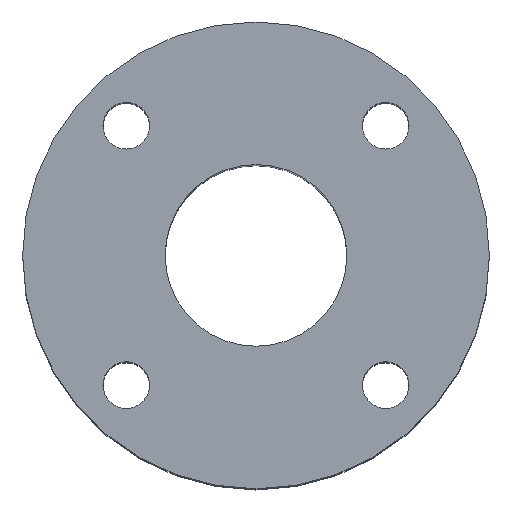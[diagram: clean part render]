
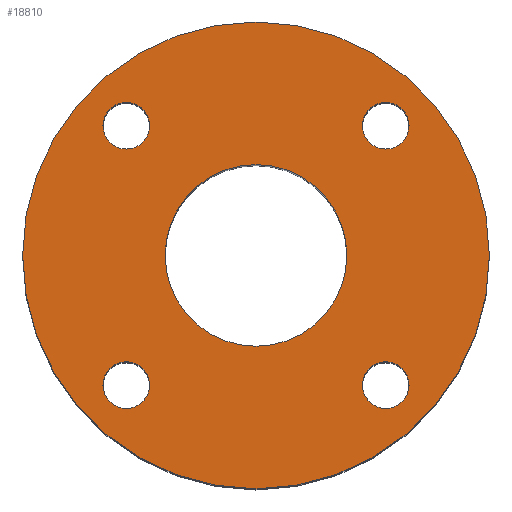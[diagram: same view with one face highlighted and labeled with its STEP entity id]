
A CAD part, top view. The second image highlights one B-rep face of the part: STEP entity #18810.
In plain terms, the highlighted planar face has unit normal (0, 0, 1).
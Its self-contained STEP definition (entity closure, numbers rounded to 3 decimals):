
#14 = DIRECTION ( 'NONE',  ( 1., 0., 0. ) ) ;
#292 = AXIS2_PLACEMENT_3D ( 'NONE', #8486, #24633, #11198 ) ;
#426 = EDGE_CURVE ( 'NONE', #26789, #28695, #28942, .T. ) ;
#445 = CARTESIAN_POINT ( 'NONE',  ( -38.891, -38.891, 0. ) ) ;
#667 = DIRECTION ( 'NONE',  ( 0., -1., 0. ) ) ;
#774 = EDGE_CURVE ( 'NONE', #7903, #27459, #11098, .T. ) ;
#1042 = CARTESIAN_POINT ( 'NONE',  ( -31.891, -38.891, 0. ) ) ;
#1417 = EDGE_LOOP ( 'NONE', ( #18967, #17551 ) ) ;
#1791 = CIRCLE ( 'NONE', #22033, 7. ) ;
#1939 = AXIS2_PLACEMENT_3D ( 'NONE', #7837, #17043, #14 ) ;
#2244 = DIRECTION ( 'NONE',  ( -1., 0., 0. ) ) ;
#2329 = DIRECTION ( 'NONE',  ( 0., 1., 0. ) ) ;
#2459 = VERTEX_POINT ( 'NONE', #8960 ) ;
#2684 = CIRCLE ( 'NONE', #26788, 7. ) ;
#2744 = CIRCLE ( 'NONE', #4169, 7. ) ;
#2951 = FACE_BOUND ( 'NONE', #3835, .T. ) ;
#3229 = CARTESIAN_POINT ( 'NONE',  ( 38.891, -38.891, 0. ) ) ;
#3835 = EDGE_LOOP ( 'NONE', ( #21120, #27308 ) ) ;
#4169 = AXIS2_PLACEMENT_3D ( 'NONE', #3229, #10178, #667 ) ;
#4559 = AXIS2_PLACEMENT_3D ( 'NONE', #22051, #10583, #29143 ) ;
#4572 = AXIS2_PLACEMENT_3D ( 'NONE', #27860, #7330, #7176 ) ;
#5074 = CARTESIAN_POINT ( 'NONE',  ( -45.891, 38.891, 0. ) ) ;
#5221 = EDGE_CURVE ( 'NONE', #28695, #26789, #9596, .T. ) ;
#6013 = CARTESIAN_POINT ( 'NONE',  ( -45.891, -38.891, 0. ) ) ;
#6394 = DIRECTION ( 'NONE',  ( 0., 0., 1. ) ) ;
#6546 = DIRECTION ( 'NONE',  ( 1., 0., 0. ) ) ;
#6854 = DIRECTION ( 'NONE',  ( 0., 0., 1. ) ) ;
#6886 = EDGE_LOOP ( 'NONE', ( #17267, #25580 ) ) ;
#7176 = DIRECTION ( 'NONE',  ( -1., 0., 0. ) ) ;
#7330 = DIRECTION ( 'NONE',  ( 0., 0., -1. ) ) ;
#7476 = FACE_BOUND ( 'NONE', #1417, .T. ) ;
#7837 = CARTESIAN_POINT ( 'NONE',  ( 0., 0., 0. ) ) ;
#7903 = VERTEX_POINT ( 'NONE', #22959 ) ;
#8053 = CIRCLE ( 'NONE', #28790, 7. ) ;
#8486 = CARTESIAN_POINT ( 'NONE',  ( 38.891, -38.891, 0. ) ) ;
#8936 = CIRCLE ( 'NONE', #9410, 7. ) ;
#8957 = VERTEX_POINT ( 'NONE', #28409 ) ;
#8960 = CARTESIAN_POINT ( 'NONE',  ( -31.891, 38.891, 0. ) ) ;
#9014 = VERTEX_POINT ( 'NONE', #26579 ) ;
#9410 = AXIS2_PLACEMENT_3D ( 'NONE', #445, #18396, #2244 ) ;
#9596 = CIRCLE ( 'NONE', #17306, 70. ) ;
#9692 = VERTEX_POINT ( 'NONE', #24664 ) ;
#10022 = EDGE_CURVE ( 'NONE', #10097, #9014, #10490, .T. ) ;
#10097 = VERTEX_POINT ( 'NONE', #16625 ) ;
#10178 = DIRECTION ( 'NONE',  ( 0., 0., 1. ) ) ;
#10488 = EDGE_CURVE ( 'NONE', #9692, #8957, #16699, .T. ) ;
#10490 = CIRCLE ( 'NONE', #292, 7. ) ;
#10583 = DIRECTION ( 'NONE',  ( 0., 0., 1. ) ) ;
#10667 = EDGE_LOOP ( 'NONE', ( #17481, #20887 ) ) ;
#10690 = CARTESIAN_POINT ( 'NONE',  ( -38.891, -38.891, 0. ) ) ;
#11098 = CIRCLE ( 'NONE', #1939, 27.25 ) ;
#11198 = DIRECTION ( 'NONE',  ( 0., -1., 0. ) ) ;
#12072 = DIRECTION ( 'NONE',  ( 0., 0., 1. ) ) ;
#12136 = EDGE_LOOP ( 'NONE', ( #15024, #14611 ) ) ;
#12168 = VERTEX_POINT ( 'NONE', #5074 ) ;
#12606 = EDGE_LOOP ( 'NONE', ( #23688, #29415 ) ) ;
#12976 = EDGE_CURVE ( 'NONE', #2459, #12168, #27340, .T. ) ;
#13679 = EDGE_CURVE ( 'NONE', #22290, #14540, #1791, .T. ) ;
#13742 = CIRCLE ( 'NONE', #4559, 27.25 ) ;
#14414 = CARTESIAN_POINT ( 'NONE',  ( 70., 0., 0. ) ) ;
#14540 = VERTEX_POINT ( 'NONE', #6013 ) ;
#14611 = ORIENTED_EDGE ( 'NONE', *, *, #22687, .F. ) ;
#15024 = ORIENTED_EDGE ( 'NONE', *, *, #12976, .F. ) ;
#15900 = AXIS2_PLACEMENT_3D ( 'NONE', #22396, #6394, #6546 ) ;
#16538 = FACE_BOUND ( 'NONE', #6886, .T. ) ;
#16592 = DIRECTION ( 'NONE',  ( 1., 0., 0. ) ) ;
#16625 = CARTESIAN_POINT ( 'NONE',  ( 31.891, -38.891, 0. ) ) ;
#16699 = CIRCLE ( 'NONE', #18619, 7. ) ;
#17043 = DIRECTION ( 'NONE',  ( 0., 0., 1. ) ) ;
#17267 = ORIENTED_EDGE ( 'NONE', *, *, #10488, .F. ) ;
#17306 = AXIS2_PLACEMENT_3D ( 'NONE', #29591, #27028, #22332 ) ;
#17316 = EDGE_CURVE ( 'NONE', #27459, #7903, #13742, .T. ) ;
#17481 = ORIENTED_EDGE ( 'NONE', *, *, #5221, .T. ) ;
#17551 = ORIENTED_EDGE ( 'NONE', *, *, #28058, .F. ) ;
#18263 = EDGE_CURVE ( 'NONE', #8957, #9692, #2684, .T. ) ;
#18396 = DIRECTION ( 'NONE',  ( 0., 0., 1. ) ) ;
#18619 = AXIS2_PLACEMENT_3D ( 'NONE', #23543, #12072, #16592 ) ;
#18644 = FACE_BOUND ( 'NONE', #12606, .T. ) ;
#18810 = ADVANCED_FACE ( 'NONE', ( #2951, #7476, #21366, #16538, #18644, #28470 ), #28017, .F. ) ;
#18967 = ORIENTED_EDGE ( 'NONE', *, *, #13679, .F. ) ;
#19891 = DIRECTION ( 'NONE',  ( -1., 0., 0. ) ) ;
#19928 = DIRECTION ( 'NONE',  ( 0., 0., 1. ) ) ;
#20887 = ORIENTED_EDGE ( 'NONE', *, *, #426, .T. ) ;
#21090 = DIRECTION ( 'NONE',  ( 0., 1., 0. ) ) ;
#21120 = ORIENTED_EDGE ( 'NONE', *, *, #22893, .F. ) ;
#21366 = FACE_BOUND ( 'NONE', #12136, .T. ) ;
#21385 = CARTESIAN_POINT ( 'NONE',  ( -38.891, 38.891, 0. ) ) ;
#22033 = AXIS2_PLACEMENT_3D ( 'NONE', #10690, #27294, #19891 ) ;
#22051 = CARTESIAN_POINT ( 'NONE',  ( 0., 0., 0. ) ) ;
#22290 = VERTEX_POINT ( 'NONE', #1042 ) ;
#22332 = DIRECTION ( 'NONE',  ( 1., 0., 0. ) ) ;
#22396 = CARTESIAN_POINT ( 'NONE',  ( 0., 0., 0. ) ) ;
#22687 = EDGE_CURVE ( 'NONE', #12168, #2459, #8053, .T. ) ;
#22893 = EDGE_CURVE ( 'NONE', #9014, #10097, #2744, .T. ) ;
#22959 = CARTESIAN_POINT ( 'NONE',  ( -27.25, 0., 0. ) ) ;
#23543 = CARTESIAN_POINT ( 'NONE',  ( 38.891, 38.891, 0. ) ) ;
#23688 = ORIENTED_EDGE ( 'NONE', *, *, #17316, .F. ) ;
#24509 = CARTESIAN_POINT ( 'NONE',  ( 27.25, 0., 0. ) ) ;
#24633 = DIRECTION ( 'NONE',  ( 0., 0., 1. ) ) ;
#24664 = CARTESIAN_POINT ( 'NONE',  ( 45.891, 38.891, 0. ) ) ;
#25580 = ORIENTED_EDGE ( 'NONE', *, *, #18263, .F. ) ;
#25946 = CARTESIAN_POINT ( 'NONE',  ( -70., 0., 0. ) ) ;
#26579 = CARTESIAN_POINT ( 'NONE',  ( 45.891, -38.891, 0. ) ) ;
#26788 = AXIS2_PLACEMENT_3D ( 'NONE', #27184, #19928, #27040 ) ;
#26789 = VERTEX_POINT ( 'NONE', #25946 ) ;
#26951 = CARTESIAN_POINT ( 'NONE',  ( -38.891, 38.891, 0. ) ) ;
#27028 = DIRECTION ( 'NONE',  ( 0., 0., 1. ) ) ;
#27040 = DIRECTION ( 'NONE',  ( 1., 0., 0. ) ) ;
#27184 = CARTESIAN_POINT ( 'NONE',  ( 38.891, 38.891, 0. ) ) ;
#27294 = DIRECTION ( 'NONE',  ( 0., 0., 1. ) ) ;
#27308 = ORIENTED_EDGE ( 'NONE', *, *, #10022, .F. ) ;
#27340 = CIRCLE ( 'NONE', #28798, 7. ) ;
#27459 = VERTEX_POINT ( 'NONE', #24509 ) ;
#27860 = CARTESIAN_POINT ( 'NONE',  ( 0., 27.25, 0. ) ) ;
#28017 = PLANE ( 'NONE',  #4572 ) ;
#28058 = EDGE_CURVE ( 'NONE', #14540, #22290, #8936, .T. ) ;
#28183 = DIRECTION ( 'NONE',  ( 0., 0., 1. ) ) ;
#28409 = CARTESIAN_POINT ( 'NONE',  ( 31.891, 38.891, 0. ) ) ;
#28470 = FACE_OUTER_BOUND ( 'NONE', #10667, .T. ) ;
#28695 = VERTEX_POINT ( 'NONE', #14414 ) ;
#28790 = AXIS2_PLACEMENT_3D ( 'NONE', #21385, #28183, #21090 ) ;
#28798 = AXIS2_PLACEMENT_3D ( 'NONE', #26951, #6854, #2329 ) ;
#28942 = CIRCLE ( 'NONE', #15900, 70. ) ;
#29143 = DIRECTION ( 'NONE',  ( 1., 0., 0. ) ) ;
#29415 = ORIENTED_EDGE ( 'NONE', *, *, #774, .F. ) ;
#29591 = CARTESIAN_POINT ( 'NONE',  ( 0., 0., 0. ) ) ;
